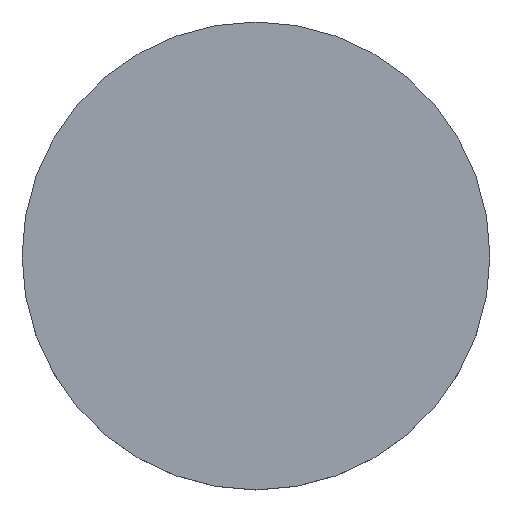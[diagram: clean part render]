
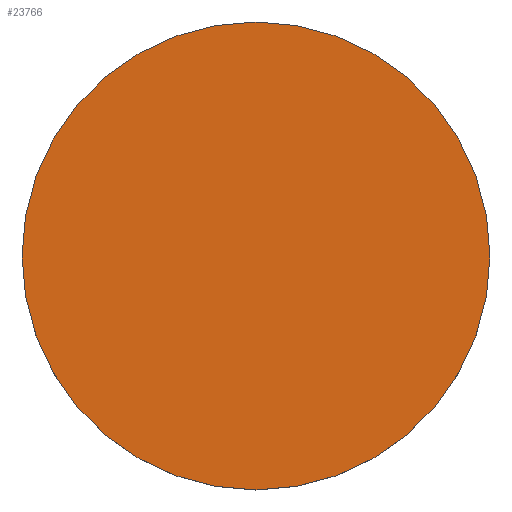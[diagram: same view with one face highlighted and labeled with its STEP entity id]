
A CAD part, top view. The second image highlights one B-rep face of the part: STEP entity #23766.
In plain terms, the highlighted planar face has unit normal (0, 0, 1).
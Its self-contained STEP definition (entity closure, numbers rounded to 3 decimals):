
#343 = CARTESIAN_POINT ( 'NONE',  ( 0., 0., 4. ) ) ;
#3533 = DIRECTION ( 'NONE',  ( 1., 0., 0. ) ) ;
#3604 = CARTESIAN_POINT ( 'NONE',  ( 24.15, 0., 4. ) ) ;
#3880 = EDGE_LOOP ( 'NONE', ( #7289 ) ) ;
#4793 = AXIS2_PLACEMENT_3D ( 'NONE', #20483, #13216, #3533 ) ;
#5661 = AXIS2_PLACEMENT_3D ( 'NONE', #343, #9670, #13337 ) ;
#5965 = CIRCLE ( 'NONE', #5661, 24.15 ) ;
#7289 = ORIENTED_EDGE ( 'NONE', *, *, #11906, .T. ) ;
#9670 = DIRECTION ( 'NONE',  ( 0., 0., 1. ) ) ;
#11906 = EDGE_CURVE ( 'NONE', #23383, #23383, #5965, .T. ) ;
#13216 = DIRECTION ( 'NONE',  ( 0., 0., 1. ) ) ;
#13337 = DIRECTION ( 'NONE',  ( 1., 0., 0. ) ) ;
#18664 = PLANE ( 'NONE',  #4793 ) ;
#19550 = FACE_OUTER_BOUND ( 'NONE', #3880, .T. ) ;
#20483 = CARTESIAN_POINT ( 'NONE',  ( 0., 0., 4. ) ) ;
#23383 = VERTEX_POINT ( 'NONE', #3604 ) ;
#23766 = ADVANCED_FACE ( 'NONE', ( #19550 ), #18664, .T. ) ;
